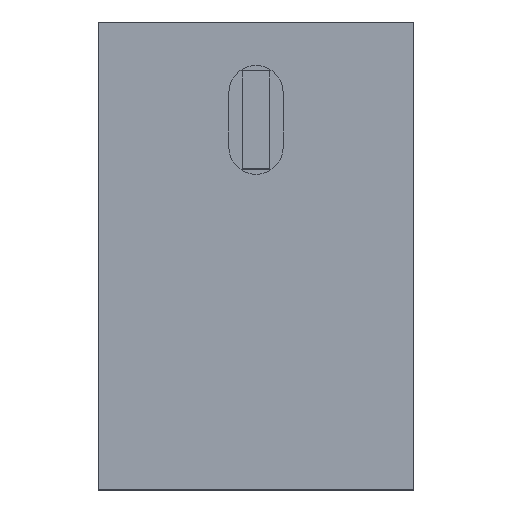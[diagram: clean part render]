
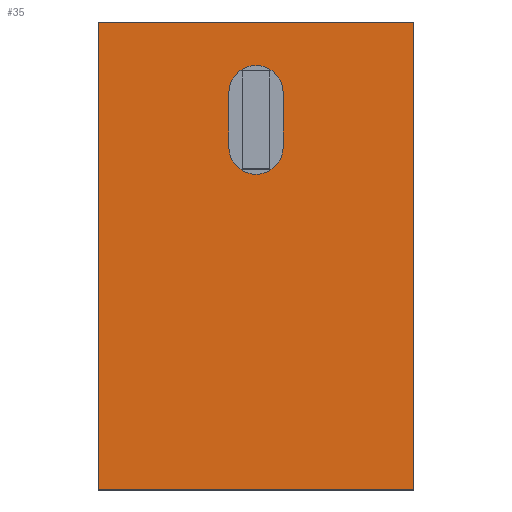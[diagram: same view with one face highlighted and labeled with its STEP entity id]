
A CAD part, top view. The second image highlights one B-rep face of the part: STEP entity #35.
In plain terms, the highlighted planar face has unit normal (0, 0, 1).
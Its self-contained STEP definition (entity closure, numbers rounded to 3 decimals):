
#8 = VERTEX_POINT ( 'NONE', #961 ) ;
#35 = ADVANCED_FACE ( 'NONE', ( #76, #190 ), #227, .T. ) ;
#76 = FACE_BOUND ( 'NONE', #193, .T. ) ;
#91 = CARTESIAN_POINT ( 'NONE',  ( -5., 20., 19. ) ) ;
#109 = ORIENTED_EDGE ( 'NONE', *, *, #824, .T. ) ;
#111 = EDGE_CURVE ( 'NONE', #8, #439, #1192, .T. ) ;
#112 = CARTESIAN_POINT ( 'NONE',  ( 0., 0., 19. ) ) ;
#115 = AXIS2_PLACEMENT_3D ( 'NONE', #112, #1174, #399 ) ;
#142 = DIRECTION ( 'NONE',  ( 0., 1., 0. ) ) ;
#152 = DIRECTION ( 'NONE',  ( 0., 0., 1. ) ) ;
#169 = ORIENTED_EDGE ( 'NONE', *, *, #493, .T. ) ;
#190 = FACE_OUTER_BOUND ( 'NONE', #669, .T. ) ;
#192 = ORIENTED_EDGE ( 'NONE', *, *, #1168, .F. ) ;
#193 = EDGE_LOOP ( 'NONE', ( #192, #1320, #247, #412 ) ) ;
#210 = LINE ( 'NONE', #1379, #401 ) ;
#227 = PLANE ( 'NONE',  #115 ) ;
#247 = ORIENTED_EDGE ( 'NONE', *, *, #489, .F. ) ;
#253 = VECTOR ( 'NONE', #1309, 1000. ) ;
#305 = VERTEX_POINT ( 'NONE', #708 ) ;
#356 = CARTESIAN_POINT ( 'NONE',  ( 0., 30., 19. ) ) ;
#379 = VERTEX_POINT ( 'NONE', #1225 ) ;
#399 = DIRECTION ( 'NONE',  ( 1., 0., 0. ) ) ;
#401 = VECTOR ( 'NONE', #1159, 1000. ) ;
#404 = LINE ( 'NONE', #621, #872 ) ;
#412 = ORIENTED_EDGE ( 'NONE', *, *, #111, .F. ) ;
#416 = VERTEX_POINT ( 'NONE', #1346 ) ;
#421 = EDGE_CURVE ( 'NONE', #416, #477, #404, .T. ) ;
#436 = CARTESIAN_POINT ( 'NONE',  ( 29., 43., 19. ) ) ;
#439 = VERTEX_POINT ( 'NONE', #91 ) ;
#441 = CARTESIAN_POINT ( 'NONE',  ( 5., 20., 19. ) ) ;
#477 = VERTEX_POINT ( 'NONE', #936 ) ;
#489 = EDGE_CURVE ( 'NONE', #439, #596, #787, .T. ) ;
#493 = EDGE_CURVE ( 'NONE', #379, #1152, #981, .T. ) ;
#563 = VECTOR ( 'NONE', #142, 1000. ) ;
#571 = DIRECTION ( 'NONE',  ( 0., 0., 1. ) ) ;
#581 = DIRECTION ( 'NONE',  ( 1., 0., 0. ) ) ;
#596 = VERTEX_POINT ( 'NONE', #441 ) ;
#621 = CARTESIAN_POINT ( 'NONE',  ( -29., 43., 19. ) ) ;
#644 = DIRECTION ( 'NONE',  ( 1., 0., 0. ) ) ;
#669 = EDGE_LOOP ( 'NONE', ( #169, #109, #782, #1351 ) ) ;
#708 = CARTESIAN_POINT ( 'NONE',  ( 5., 30., 19. ) ) ;
#725 = EDGE_CURVE ( 'NONE', #596, #305, #1212, .T. ) ;
#742 = CIRCLE ( 'NONE', #1071, 5. ) ;
#782 = ORIENTED_EDGE ( 'NONE', *, *, #421, .T. ) ;
#787 = CIRCLE ( 'NONE', #1154, 5. ) ;
#824 = EDGE_CURVE ( 'NONE', #1152, #416, #210, .T. ) ;
#834 = DIRECTION ( 'NONE',  ( 0., -1., 0. ) ) ;
#839 = DIRECTION ( 'NONE',  ( 1., 0., 0. ) ) ;
#872 = VECTOR ( 'NONE', #834, 1000. ) ;
#884 = EDGE_CURVE ( 'NONE', #477, #379, #922, .T. ) ;
#890 = CARTESIAN_POINT ( 'NONE',  ( 5., 30., 19. ) ) ;
#922 = LINE ( 'NONE', #1345, #1223 ) ;
#936 = CARTESIAN_POINT ( 'NONE',  ( -29., -43., 19. ) ) ;
#961 = CARTESIAN_POINT ( 'NONE',  ( -5., 30., 19. ) ) ;
#981 = LINE ( 'NONE', #436, #563 ) ;
#1071 = AXIS2_PLACEMENT_3D ( 'NONE', #356, #152, #581 ) ;
#1111 = CARTESIAN_POINT ( 'NONE',  ( -5., 30., 19. ) ) ;
#1152 = VERTEX_POINT ( 'NONE', #1313 ) ;
#1154 = AXIS2_PLACEMENT_3D ( 'NONE', #1282, #571, #644 ) ;
#1159 = DIRECTION ( 'NONE',  ( -1., 0., 0. ) ) ;
#1168 = EDGE_CURVE ( 'NONE', #305, #8, #742, .T. ) ;
#1174 = DIRECTION ( 'NONE',  ( 0., 0., 1. ) ) ;
#1192 = LINE ( 'NONE', #1111, #1336 ) ;
#1212 = LINE ( 'NONE', #890, #253 ) ;
#1223 = VECTOR ( 'NONE', #839, 1000. ) ;
#1225 = CARTESIAN_POINT ( 'NONE',  ( 29., -43., 19. ) ) ;
#1282 = CARTESIAN_POINT ( 'NONE',  ( 0., 20., 19. ) ) ;
#1309 = DIRECTION ( 'NONE',  ( 0., 1., 0. ) ) ;
#1313 = CARTESIAN_POINT ( 'NONE',  ( 29., 43., 19. ) ) ;
#1314 = DIRECTION ( 'NONE',  ( 0., -1., 0. ) ) ;
#1320 = ORIENTED_EDGE ( 'NONE', *, *, #725, .F. ) ;
#1336 = VECTOR ( 'NONE', #1314, 1000. ) ;
#1345 = CARTESIAN_POINT ( 'NONE',  ( -29., -43., 19. ) ) ;
#1346 = CARTESIAN_POINT ( 'NONE',  ( -29., 43., 19. ) ) ;
#1351 = ORIENTED_EDGE ( 'NONE', *, *, #884, .T. ) ;
#1379 = CARTESIAN_POINT ( 'NONE',  ( -29., 43., 19. ) ) ;
